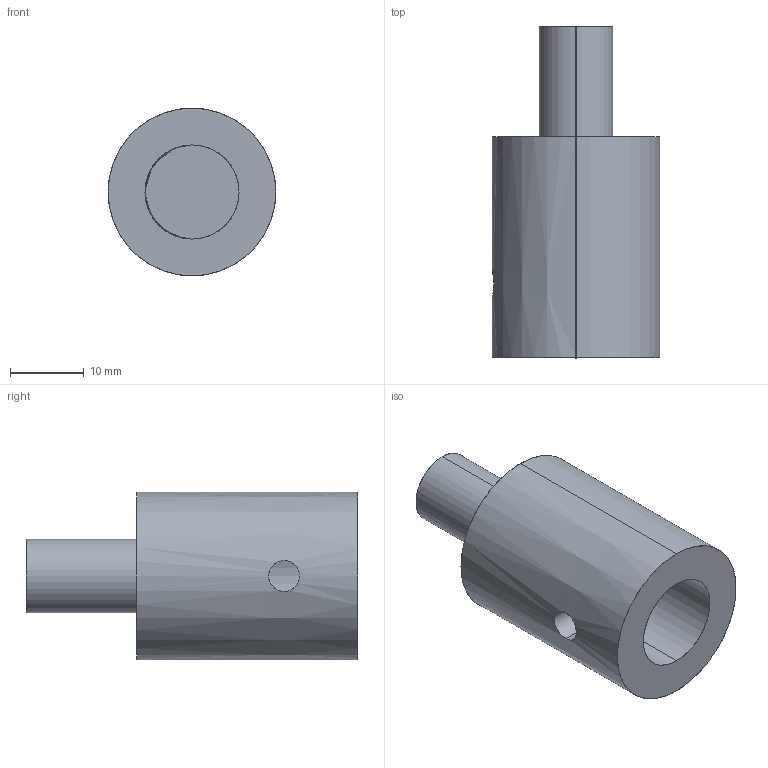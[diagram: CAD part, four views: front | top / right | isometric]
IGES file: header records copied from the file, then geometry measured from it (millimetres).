
Start section: SolidWorks IGES file using analytic representation for surfaces
Global section: file name: Mandrin 3-8-24UNF-Shaft 12.75-Sans Clavette-V2.IGS; native system: SolidWorks 2020; preprocessor: SolidWorks 2020; author: Algo_Sol2; date: 201116.173720; units: millimetre
Bounding box: 22.75 x 45 x 22.75 mm (x, y, z)
Surface area: 4547.3 mm2 (no closed solid volume)
Topology: 0 solids, 0 shells, 15 faces, 412 edges, 412 vertices
Faces by surface type: revolution 10, bspline 5
